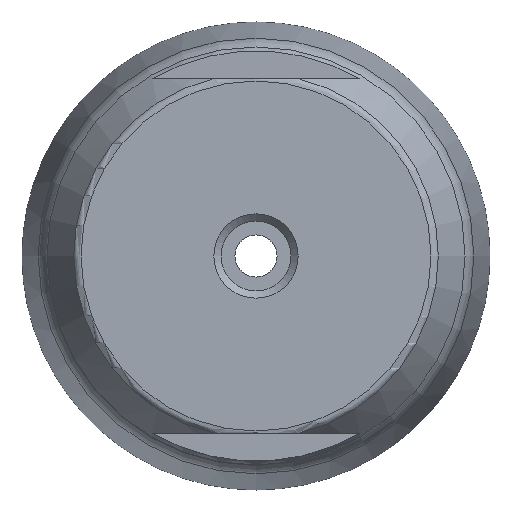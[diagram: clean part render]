
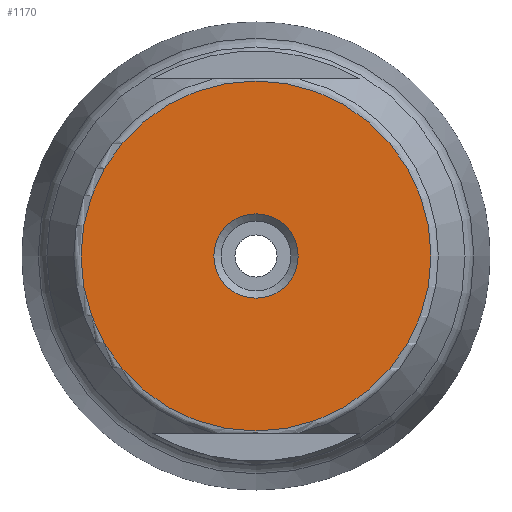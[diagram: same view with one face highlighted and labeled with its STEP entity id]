
A CAD part, front view. The second image highlights one B-rep face of the part: STEP entity #1170.
In plain terms, the highlighted planar face has unit normal (0, -1, 0).
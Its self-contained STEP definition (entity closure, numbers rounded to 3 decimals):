
#93=PLANE('',#1359);
#367=ORIENTED_EDGE('',*,*,#551,.T.);
#368=ORIENTED_EDGE('',*,*,#559,.F.);
#551=EDGE_CURVE('',#670,#670,#758,.T.);
#559=EDGE_CURVE('',#676,#676,#762,.T.);
#670=VERTEX_POINT('',#2046);
#676=VERTEX_POINT('',#2074);
#758=CIRCLE('',#1354,10.379);
#762=CIRCLE('',#1360,2.5);
#874=EDGE_LOOP('',(#367));
#875=EDGE_LOOP('',(#368));
#1030=FACE_BOUND('',#874,.T.);
#1031=FACE_BOUND('',#875,.T.);
#1170=ADVANCED_FACE('',(#1030,#1031),#93,.T.);
#1354=AXIS2_PLACEMENT_3D('',#2045,#1645,#1646);
#1359=AXIS2_PLACEMENT_3D('',#2072,#1655,#1656);
#1360=AXIS2_PLACEMENT_3D('',#2073,#1657,#1658);
#1645=DIRECTION('',(0.,-1.,0.));
#1646=DIRECTION('',(0.,0.,-1.));
#1655=DIRECTION('',(0.,-1.,0.));
#1656=DIRECTION('',(0.,0.,-1.));
#1657=DIRECTION('',(0.,-1.,0.));
#1658=DIRECTION('',(0.,0.,-1.));
#2045=CARTESIAN_POINT('',(0.,-38.5,0.));
#2046=CARTESIAN_POINT('',(0.,-38.5,-10.379));
#2072=CARTESIAN_POINT('',(1.25,-38.5,0.));
#2073=CARTESIAN_POINT('',(0.,-38.5,0.));
#2074=CARTESIAN_POINT('',(0.,-38.5,-2.5));
